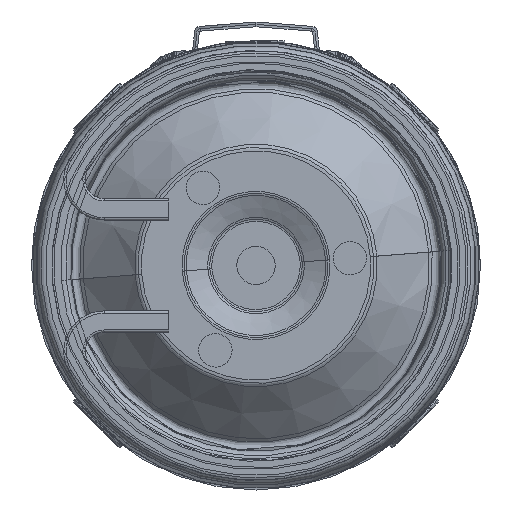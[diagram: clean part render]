
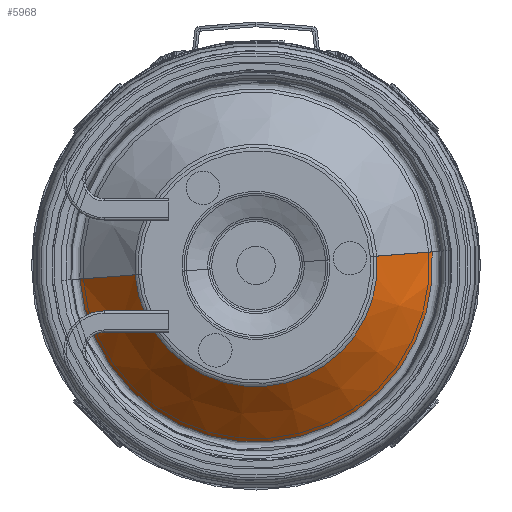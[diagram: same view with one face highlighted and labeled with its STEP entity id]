
A CAD part, front view. The second image highlights one B-rep face of the part: STEP entity #5968.
In plain terms, the highlighted conical face has half-angle 46.546 degrees and reference radius 25.375 mm.
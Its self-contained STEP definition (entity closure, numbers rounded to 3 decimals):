
#295 = CARTESIAN_POINT ( 'NONE',  ( 0., 0.548, 25.376 ) ) ;
#744 = CARTESIAN_POINT ( 'NONE',  ( 0., 0.548, -25.376 ) ) ;
#1596 = AXIS2_PLACEMENT_3D ( 'NONE', #5367, #17637, #17242 ) ;
#2051 = EDGE_CURVE ( 'NONE', #22849, #34337, #25336, .T. ) ;
#3203 = VECTOR ( 'NONE', #34185, 1000. ) ;
#5367 = CARTESIAN_POINT ( 'NONE',  ( 0., 11.526, 0. ) ) ;
#5968 = ADVANCED_FACE ( 'NONE', ( #30106 ), #17151, .T. ) ;
#8850 = DIRECTION ( 'NONE',  ( 0., 0., 1. ) ) ;
#9134 = DIRECTION ( 'NONE',  ( 0., 0., 1. ) ) ;
#9163 = ORIENTED_EDGE ( 'NONE', *, *, #35546, .T. ) ;
#10735 = AXIS2_PLACEMENT_3D ( 'NONE', #20926, #32935, #8850 ) ;
#13812 = EDGE_CURVE ( 'NONE', #15366, #22849, #37748, .T. ) ;
#15366 = VERTEX_POINT ( 'NONE', #744 ) ;
#15992 = CARTESIAN_POINT ( 'NONE',  ( 0., 11.526, -36.962 ) ) ;
#16214 = EDGE_LOOP ( 'NONE', ( #22733, #28746, #9163, #35711 ) ) ;
#16324 = CARTESIAN_POINT ( 'NONE',  ( 0., 0.548, -25.376 ) ) ;
#17151 = CONICAL_SURFACE ( 'NONE', #10735, 25.376, 0.812 ) ;
#17242 = DIRECTION ( 'NONE',  ( 0., 0., 1. ) ) ;
#17593 = DIRECTION ( 'NONE',  ( 0., 1., 0. ) ) ;
#17637 = DIRECTION ( 'NONE',  ( 0., 1., 0. ) ) ;
#17830 = CIRCLE ( 'NONE', #36376, 25.376 ) ;
#20926 = CARTESIAN_POINT ( 'NONE',  ( 0., 0.548, 0. ) ) ;
#22733 = ORIENTED_EDGE ( 'NONE', *, *, #13812, .F. ) ;
#22849 = VERTEX_POINT ( 'NONE', #15992 ) ;
#25336 = CIRCLE ( 'NONE', #1596, 36.962 ) ;
#25562 = DIRECTION ( 'NONE',  ( 0., 0.688, -0.726 ) ) ;
#27006 = CARTESIAN_POINT ( 'NONE',  ( 0., 0.548, 25.376 ) ) ;
#28746 = ORIENTED_EDGE ( 'NONE', *, *, #32858, .T. ) ;
#30106 = FACE_OUTER_BOUND ( 'NONE', #16214, .T. ) ;
#30342 = VECTOR ( 'NONE', #25562, 1000. ) ;
#30580 = LINE ( 'NONE', #295, #3203 ) ;
#30751 = CARTESIAN_POINT ( 'NONE',  ( 0., 11.526, 36.962 ) ) ;
#32858 = EDGE_CURVE ( 'NONE', #15366, #37922, #17830, .T. ) ;
#32935 = DIRECTION ( 'NONE',  ( 0., 1., 0. ) ) ;
#34185 = DIRECTION ( 'NONE',  ( 0., 0.688, 0.726 ) ) ;
#34337 = VERTEX_POINT ( 'NONE', #30751 ) ;
#35546 = EDGE_CURVE ( 'NONE', #37922, #34337, #30580, .T. ) ;
#35711 = ORIENTED_EDGE ( 'NONE', *, *, #2051, .F. ) ;
#36376 = AXIS2_PLACEMENT_3D ( 'NONE', #38835, #17593, #9134 ) ;
#37748 = LINE ( 'NONE', #16324, #30342 ) ;
#37922 = VERTEX_POINT ( 'NONE', #27006 ) ;
#38835 = CARTESIAN_POINT ( 'NONE',  ( 0., 0.548, 0. ) ) ;
